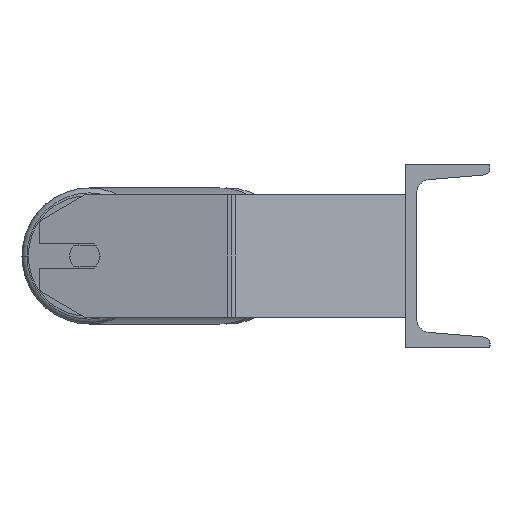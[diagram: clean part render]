
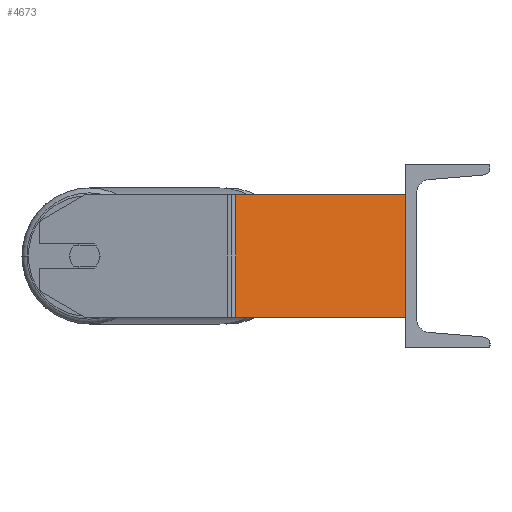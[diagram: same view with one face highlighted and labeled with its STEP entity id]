
A CAD part, left-side view. The second image highlights one B-rep face of the part: STEP entity #4673.
In plain terms, the highlighted planar face has unit normal (-0.985, -0.174, 0).
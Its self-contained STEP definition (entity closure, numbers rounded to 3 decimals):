
#56 = CARTESIAN_POINT ( 'NONE',  ( -785., 0., -40. ) ) ;
#468 = VECTOR ( 'NONE', #2508, 1000. ) ;
#584 = VERTEX_POINT ( 'NONE', #56 ) ;
#634 = ORIENTED_EDGE ( 'NONE', *, *, #5099, .T. ) ;
#1461 = LINE ( 'NONE', #7875, #5105 ) ;
#1724 = CARTESIAN_POINT ( 'NONE',  ( -804.632, 111.339, 40. ) ) ;
#2262 = EDGE_LOOP ( 'NONE', ( #634, #4590, #6290, #7199 ) ) ;
#2391 = VECTOR ( 'NONE', #4524, 1000. ) ;
#2502 = CARTESIAN_POINT ( 'NONE',  ( -804.632, 111.339, 40. ) ) ;
#2508 = DIRECTION ( 'NONE',  ( 0.174, -0.985, 0. ) ) ;
#2763 = VERTEX_POINT ( 'NONE', #2502 ) ;
#2836 = CARTESIAN_POINT ( 'NONE',  ( -785., 0., 40. ) ) ;
#3109 = FACE_OUTER_BOUND ( 'NONE', #2262, .T. ) ;
#3439 = VERTEX_POINT ( 'NONE', #2836 ) ;
#3594 = EDGE_CURVE ( 'NONE', #2763, #3439, #1461, .T. ) ;
#4294 = AXIS2_PLACEMENT_3D ( 'NONE', #8739, #4401, #5728 ) ;
#4401 = DIRECTION ( 'NONE',  ( 0.985, 0.174, 0. ) ) ;
#4471 = LINE ( 'NONE', #1724, #2391 ) ;
#4524 = DIRECTION ( 'NONE',  ( 0., 0., -1. ) ) ;
#4590 = ORIENTED_EDGE ( 'NONE', *, *, #4790, .F. ) ;
#4673 = ADVANCED_FACE ( 'NONE', ( #3109 ), #6618, .F. ) ;
#4790 = EDGE_CURVE ( 'NONE', #3439, #584, #6523, .T. ) ;
#5085 = EDGE_CURVE ( 'NONE', #2763, #5588, #4471, .T. ) ;
#5099 = EDGE_CURVE ( 'NONE', #5588, #584, #6793, .T. ) ;
#5105 = VECTOR ( 'NONE', #7740, 1000. ) ;
#5498 = CARTESIAN_POINT ( 'NONE',  ( -805.122, 114.118, -40. ) ) ;
#5588 = VERTEX_POINT ( 'NONE', #8292 ) ;
#5728 = DIRECTION ( 'NONE',  ( -0.174, 0.985, 0. ) ) ;
#5821 = CARTESIAN_POINT ( 'NONE',  ( -785., 0., 40. ) ) ;
#6290 = ORIENTED_EDGE ( 'NONE', *, *, #3594, .F. ) ;
#6523 = LINE ( 'NONE', #5821, #6654 ) ;
#6618 = PLANE ( 'NONE',  #4294 ) ;
#6654 = VECTOR ( 'NONE', #7363, 1000. ) ;
#6793 = LINE ( 'NONE', #5498, #468 ) ;
#7199 = ORIENTED_EDGE ( 'NONE', *, *, #5085, .T. ) ;
#7363 = DIRECTION ( 'NONE',  ( 0., 0., -1. ) ) ;
#7740 = DIRECTION ( 'NONE',  ( 0.174, -0.985, 0. ) ) ;
#7875 = CARTESIAN_POINT ( 'NONE',  ( -805.122, 114.118, 40. ) ) ;
#8292 = CARTESIAN_POINT ( 'NONE',  ( -804.632, 111.339, -40. ) ) ;
#8739 = CARTESIAN_POINT ( 'NONE',  ( -805.122, 114.118, 40. ) ) ;
